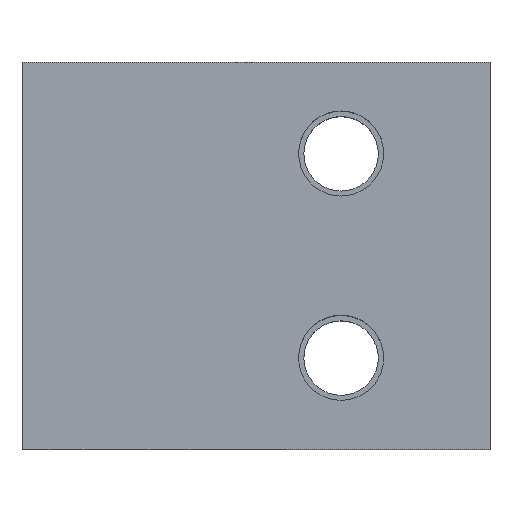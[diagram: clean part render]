
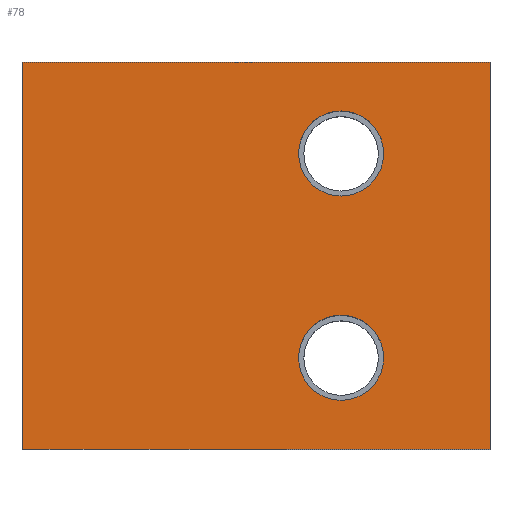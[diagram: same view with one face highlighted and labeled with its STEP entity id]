
A CAD part, top view. The second image highlights one B-rep face of the part: STEP entity #78.
In plain terms, the highlighted planar face has unit normal (0, 0, 1).
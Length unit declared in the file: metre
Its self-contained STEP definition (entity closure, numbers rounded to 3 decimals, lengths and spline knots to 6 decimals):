
#78 = ADVANCED_FACE( '', ( #167, #168, #169 ), #170, .T. );
#167 = FACE_BOUND( '', #263, .T. );
#168 = FACE_OUTER_BOUND( '', #264, .T. );
#169 = FACE_BOUND( '', #265, .T. );
#170 = PLANE( '', #266 );
#263 = EDGE_LOOP( '', ( #414 ) );
#264 = EDGE_LOOP( '', ( #415, #416, #417, #418 ) );
#265 = EDGE_LOOP( '', ( #419 ) );
#266 = AXIS2_PLACEMENT_3D( '', #420, #421, #422 );
#414 = ORIENTED_EDGE( '', *, *, #539, .T. );
#415 = ORIENTED_EDGE( '', *, *, #546, .F. );
#416 = ORIENTED_EDGE( '', *, *, #536, .F. );
#417 = ORIENTED_EDGE( '', *, *, #520, .T. );
#418 = ORIENTED_EDGE( '', *, *, #524, .T. );
#419 = ORIENTED_EDGE( '', *, *, #547, .T. );
#420 = CARTESIAN_POINT( '', ( -0.055, -0.0455, 0.045 ) );
#421 = DIRECTION( '', ( 0., 0., 1. ) );
#422 = DIRECTION( '', ( 1., 0., 0. ) );
#520 = EDGE_CURVE( '', #613, #611, #614, .T. );
#524 = EDGE_CURVE( '', #611, #617, #620, .T. );
#536 = EDGE_CURVE( '', #613, #637, #638, .T. );
#539 = EDGE_CURVE( '', #641, #641, #642, .T. );
#546 = EDGE_CURVE( '', #637, #617, #652, .T. );
#547 = EDGE_CURVE( '', #653, #653, #654, .T. );
#611 = VERTEX_POINT( '', #784 );
#613 = VERTEX_POINT( '', #787 );
#614 = LINE( '', #788, #789 );
#617 = VERTEX_POINT( '', #793 );
#620 = LINE( '', #797, #798 );
#637 = VERTEX_POINT( '', #821 );
#638 = LINE( '', #822, #823 );
#641 = VERTEX_POINT( '', #827 );
#642 = CIRCLE( '', #828, 0.01 );
#652 = LINE( '', #838, #839 );
#653 = VERTEX_POINT( '', #840 );
#654 = CIRCLE( '', #841, 0.01 );
#784 = CARTESIAN_POINT( '', ( 0.055, -0.0455, 0.045 ) );
#787 = CARTESIAN_POINT( '', ( -0.055, -0.0455, 0.045 ) );
#788 = CARTESIAN_POINT( '', ( -0.055, -0.0455, 0.045 ) );
#789 = VECTOR( '', #900, 1. );
#793 = CARTESIAN_POINT( '', ( 0.055, 0.0455, 0.045 ) );
#797 = CARTESIAN_POINT( '', ( 0.055, -0.0455, 0.045 ) );
#798 = VECTOR( '', #903, 1. );
#821 = CARTESIAN_POINT( '', ( -0.055, 0.0455, 0.045 ) );
#822 = CARTESIAN_POINT( '', ( -0.055, -0.0455, 0.045 ) );
#823 = VECTOR( '', #916, 1. );
#827 = CARTESIAN_POINT( '', ( 0.03, 0.024, 0.045 ) );
#828 = AXIS2_PLACEMENT_3D( '', #918, #919, #920 );
#838 = CARTESIAN_POINT( '', ( -0.055, 0.0455, 0.045 ) );
#839 = VECTOR( '', #930, 1. );
#840 = CARTESIAN_POINT( '', ( 0.03, -0.024, 0.045 ) );
#841 = AXIS2_PLACEMENT_3D( '', #931, #932, #933 );
#900 = DIRECTION( '', ( 1., 0., 0. ) );
#903 = DIRECTION( '', ( 0., 1., 0. ) );
#916 = DIRECTION( '', ( 0., 1., 0. ) );
#918 = CARTESIAN_POINT( '', ( 0.02, 0.024, 0.045 ) );
#919 = DIRECTION( '', ( 0., 0., -1. ) );
#920 = DIRECTION( '', ( 1., 0., 0. ) );
#930 = DIRECTION( '', ( 1., 0., 0. ) );
#931 = CARTESIAN_POINT( '', ( 0.02, -0.024, 0.045 ) );
#932 = DIRECTION( '', ( 0., 0., -1. ) );
#933 = DIRECTION( '', ( 1., 0., 0. ) );
